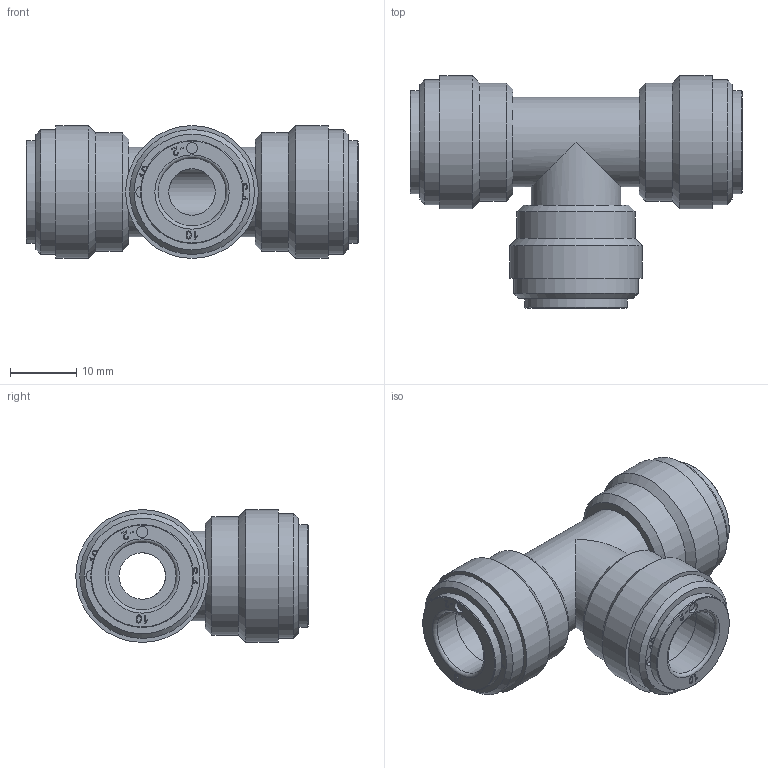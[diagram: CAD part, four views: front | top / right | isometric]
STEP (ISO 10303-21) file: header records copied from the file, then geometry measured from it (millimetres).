
FILE_DESCRIPTION(/* description */ (''),/* implementation_level */ '2;1');
FILE_NAME(/* name */ 'iqst_100_le.stp',/* time_stamp */ '2021-01-19T12:52:50+01:00',/* author */ ('leitheußer'),/* organization */ (''),/* preprocessor_version */ 'ST-DEVELOPER v16.13',/* originating_system */ 'Autodesk Inventor LT',/* authorisation */ '');
FILE_SCHEMA (('AUTOMOTIVE_DESIGN { 1 0 10303 214 3 1 1 }'));
Length unit declared in the file: millimetre
Products named in the file (1): WUT 10
Bounding box: 50 x 35 x 20 mm (x, y, z)
Volume: 12748.9 mm3; surface area: 11464.9 mm2
Topology: 7 solids, 7 shells, 385 faces, 912 edges, 596 vertices
Faces by surface type: plane 156, bspline 147, cylinder 37, cone 27, torus 18
Full cylindrical faces by diameter (mm): 1.7 x6, 7 x2, 10.2 x6, 11.9 x3, 13.4 x3, 13.5 x2, 15.5 x3, 17.1 x3, 17.8 x3, 18.8 x3, 20 x3
Entity records: 11783 total; most frequent: CARTESIAN_POINT 4078, ORIENTED_EDGE 1646, DIRECTION 1128, EDGE_CURVE 823, VERTEX_POINT 589, EDGE_LOOP 538, LINE 408, VECTOR 408
